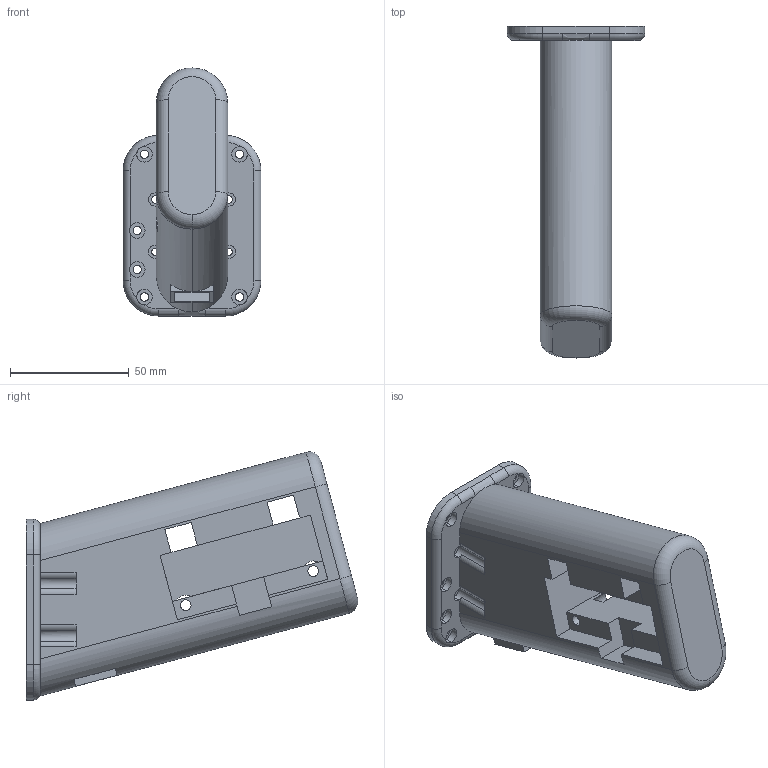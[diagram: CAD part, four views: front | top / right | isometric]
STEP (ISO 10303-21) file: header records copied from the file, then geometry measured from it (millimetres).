
FILE_DESCRIPTION (( 'STEP AP214' ), '1' );
FILE_NAME ('忒梟翋极.', '2025-12-07T13:29:34', ( '' ), ( '' ), 'SwSTEP 2.0', 'SolidWorks 2024', '' );
FILE_SCHEMA (( 'AUTOMOTIVE_DESIGN' ));
Length unit declared in the file: millimetre
Products named in the file (1): 手柄主体
Bounding box: 58 x 139.49 x 104.31 mm (x, y, z)
Volume: 213291.2 mm3; surface area: 40929.7 mm2
Topology: 1 solids, 1 shells, 144 faces, 413 edges, 267 vertices
Faces by surface type: cylinder 73, plane 62, torus 7, bspline 2
Entity records: 5025 total; most frequent: CARTESIAN_POINT 1048, DIRECTION 863, ORIENTED_EDGE 826, EDGE_CURVE 413, AXIS2_PLACEMENT_3D 322, VERTEX_POINT 267, VECTOR 219, LINE 219
